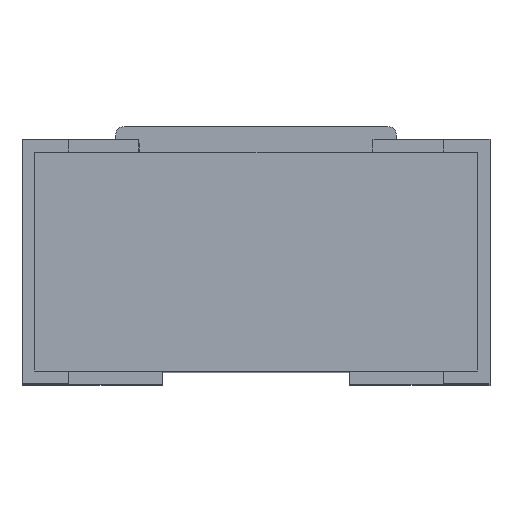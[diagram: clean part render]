
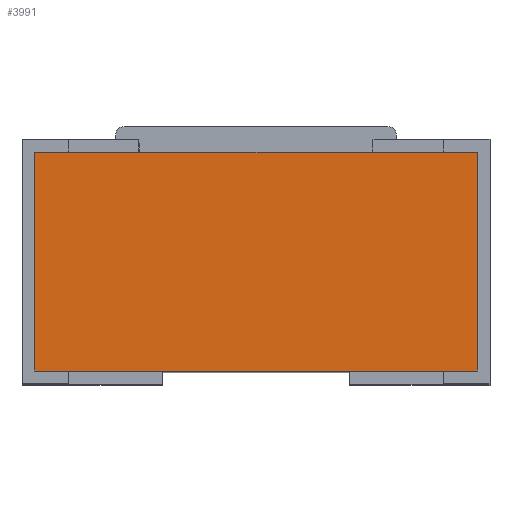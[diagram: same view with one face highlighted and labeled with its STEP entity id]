
A CAD part, top view. The second image highlights one B-rep face of the part: STEP entity #3991.
In plain terms, the highlighted face is planar.
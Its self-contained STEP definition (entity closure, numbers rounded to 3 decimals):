
#61 = VERTEX_POINT ( 'NONE', #3289 ) ;
#147 = VECTOR ( 'NONE', #1208, 1000. ) ;
#263 = CARTESIAN_POINT ( 'NONE',  ( 1., 0.028, -0.472 ) ) ;
#303 = EDGE_CURVE ( 'NONE', #893, #61, #3313, .T. ) ;
#560 = CARTESIAN_POINT ( 'NONE',  ( 1., 2.707, 0.472 ) ) ;
#648 = EDGE_CURVE ( 'NONE', #61, #4852, #3617, .T. ) ;
#652 = VECTOR ( 'NONE', #4702, 1000. ) ;
#781 = CARTESIAN_POINT ( 'NONE',  ( 1., 0.495, 0.472 ) ) ;
#845 = DIRECTION ( 'NONE',  ( -1., 0., 0. ) ) ;
#884 = DIRECTION ( 'NONE',  ( 0., -1., 0. ) ) ;
#893 = VERTEX_POINT ( 'NONE', #5734 ) ;
#933 = CARTESIAN_POINT ( 'NONE',  ( 1., 2.707, 0.472 ) ) ;
#994 = EDGE_CURVE ( 'NONE', #5508, #4852, #5494, .T. ) ;
#1146 = ORIENTED_EDGE ( 'NONE', *, *, #994, .F. ) ;
#1208 = DIRECTION ( 'NONE',  ( 0., 0., -1. ) ) ;
#1379 = PLANE ( 'NONE',  #2657 ) ;
#1768 = DIRECTION ( 'NONE',  ( 0., 0., 1. ) ) ;
#2009 = VECTOR ( 'NONE', #884, 1000. ) ;
#2228 = CARTESIAN_POINT ( 'NONE',  ( 1., 0.028, 0.472 ) ) ;
#2657 = AXIS2_PLACEMENT_3D ( 'NONE', #933, #845, #1768 ) ;
#2771 = CARTESIAN_POINT ( 'NONE',  ( 1., 2.707, -0.472 ) ) ;
#3289 = CARTESIAN_POINT ( 'NONE',  ( 1., 0.028, 0.472 ) ) ;
#3313 = LINE ( 'NONE', #560, #652 ) ;
#3583 = DIRECTION ( 'NONE',  ( 0., 0., -1. ) ) ;
#3615 = FACE_OUTER_BOUND ( 'NONE', #5481, .T. ) ;
#3617 = LINE ( 'NONE', #2228, #4079 ) ;
#3681 = ORIENTED_EDGE ( 'NONE', *, *, #5670, .F. ) ;
#3803 = CARTESIAN_POINT ( 'NONE',  ( 1., 0.495, -0.472 ) ) ;
#3991 = ADVANCED_FACE ( 'NONE', ( #3615 ), #1379, .F. ) ;
#4079 = VECTOR ( 'NONE', #3583, 1000. ) ;
#4702 = DIRECTION ( 'NONE',  ( 0., -1., 0. ) ) ;
#4852 = VERTEX_POINT ( 'NONE', #263 ) ;
#4979 = ORIENTED_EDGE ( 'NONE', *, *, #303, .T. ) ;
#5271 = LINE ( 'NONE', #781, #147 ) ;
#5481 = EDGE_LOOP ( 'NONE', ( #3681, #4979, #5806, #1146 ) ) ;
#5494 = LINE ( 'NONE', #2771, #2009 ) ;
#5508 = VERTEX_POINT ( 'NONE', #3803 ) ;
#5670 = EDGE_CURVE ( 'NONE', #893, #5508, #5271, .T. ) ;
#5734 = CARTESIAN_POINT ( 'NONE',  ( 1., 0.495, 0.472 ) ) ;
#5806 = ORIENTED_EDGE ( 'NONE', *, *, #648, .T. ) ;
